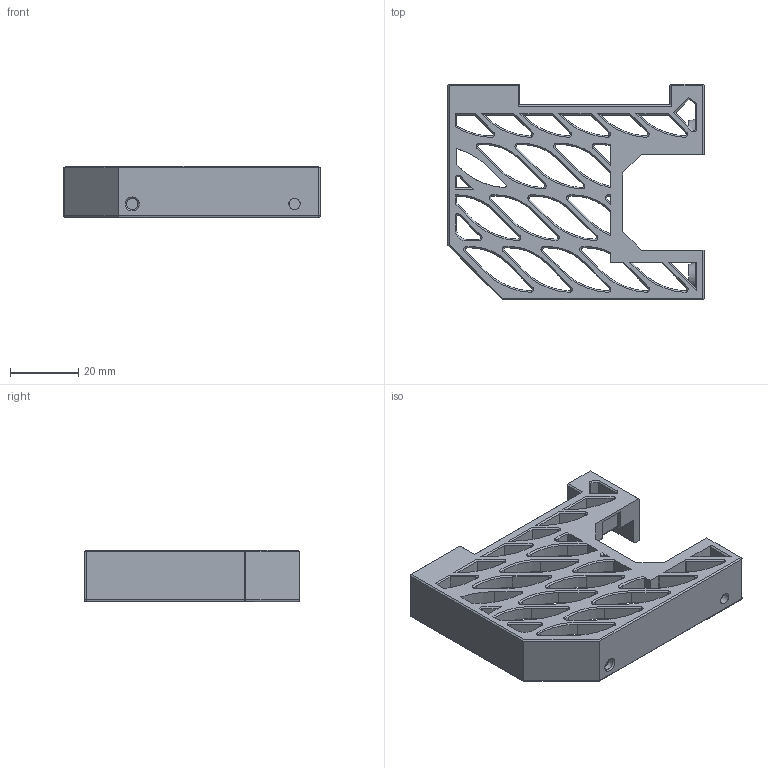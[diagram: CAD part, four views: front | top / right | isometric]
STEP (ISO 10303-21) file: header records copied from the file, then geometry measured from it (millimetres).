
FILE_DESCRIPTION(/* description */ (''),/* implementation_level */ '2;1');
FILE_NAME(/* name */ 'rear_skirt_A_x1.step',/* time_stamp */ '2026-01-13T15:20:15-05:00',/* author */ (''),/* organization */ (''),/* preprocessor_version */ 'ST-DEVELOPER v20.1',/* originating_system */ 'Autodesk Translation Framework v14.21.0.0',/* authorisation */ '');
FILE_SCHEMA (('AUTOMOTIVE_DESIGN { 1 0 10303 214 3 1 1 }'));
Length unit declared in the file: millimetre
Products named in the file (1): Rear Skirt
Bounding box: 75 x 63 x 15 mm (x, y, z)
Volume: 17850.4 mm3; surface area: 14722.6 mm2
Topology: 2 solids, 2 shells, 412 faces, 1096 edges, 666 vertices
Faces by surface type: plane 183, cylinder 133, cone 85, sphere 6, torus 3, bspline 2
Full cylindrical faces by diameter (mm): 3.3 x4, 4.7 x2, 6 x1
Entity records: 13089 total; most frequent: CARTESIAN_POINT 2619, ORIENTED_EDGE 2192, DIRECTION 2192, EDGE_CURVE 1096, AXIS2_PLACEMENT_3D 737, LINE 718, VECTOR 718, VERTEX_POINT 666
